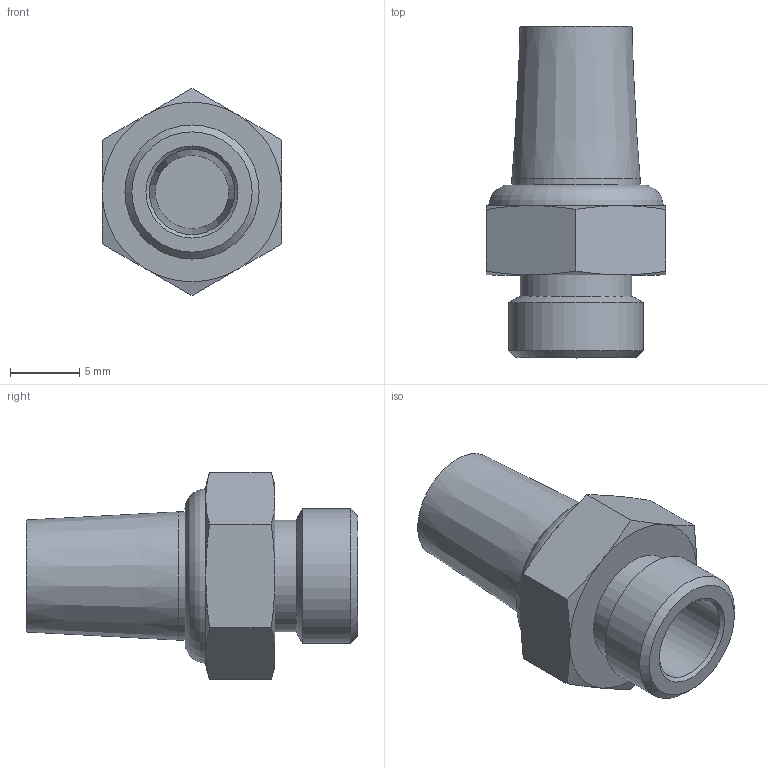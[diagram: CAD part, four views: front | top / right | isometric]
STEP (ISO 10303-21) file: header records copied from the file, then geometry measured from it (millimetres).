
FILE_DESCRIPTION(/* description */ (''),/* implementation_level */ '2;1');
FILE_NAME(/* name */ 'sd_18_ms-la.stp',/* time_stamp */ '2017-08-02T10:57:10+02:00',/* author */ ('Hamoud'),/* organization */ (''),/* preprocessor_version */ 'ST-DEVELOPER v15.6',/* originating_system */ 'Autodesk Inventor LT ',/* authorisation */ '');
FILE_SCHEMA (('AUTOMOTIVE_DESIGN { 1 0 10303 214 3 1 1 }'));
Length unit declared in the file: millimetre
Products named in the file (1): sd_18_ms-la
Bounding box: 13 x 24 x 15.01 mm (x, y, z)
Volume: 1391.5 mm3; surface area: 1428.1 mm2
Topology: 1 solids, 1 shells, 33 faces, 65 edges, 37 vertices
Faces by surface type: cone 17, plane 11, cylinder 4, torus 1
Full cylindrical faces by diameter (mm): 6.16 x1, 8.1 x1, 9.28 x1, 9.7 x1
Entity records: 782 total; most frequent: CARTESIAN_POINT 174, DIRECTION 124, ORIENTED_EDGE 110, AXIS2_PLACEMENT_3D 59, EDGE_CURVE 55, EDGE_LOOP 46, VERTEX_POINT 37, FACE_OUTER_BOUND 33
